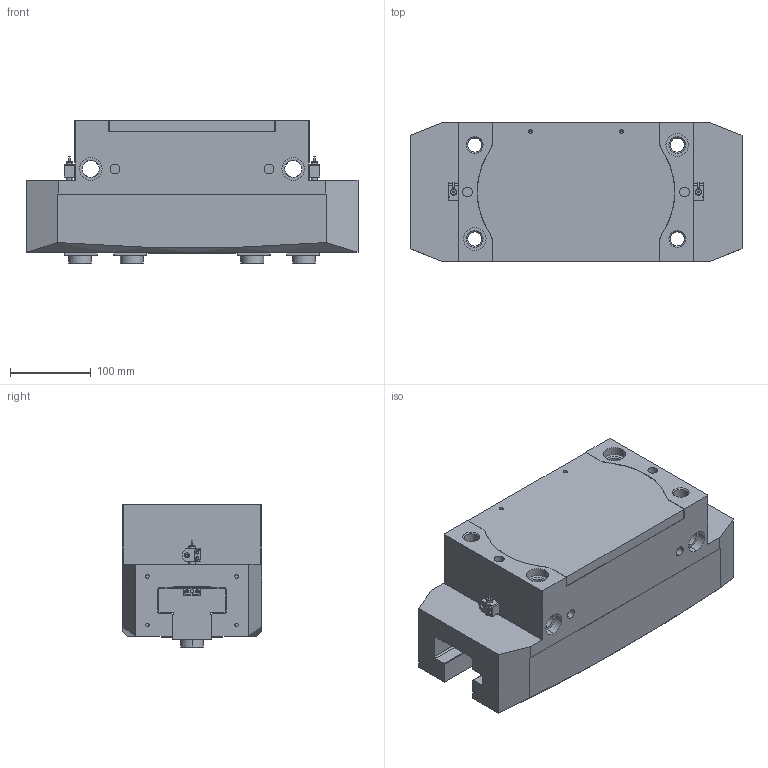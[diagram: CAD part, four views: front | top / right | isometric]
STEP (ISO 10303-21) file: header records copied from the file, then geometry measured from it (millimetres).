
FILE_DESCRIPTION (( 'STEP AP203' ), '1' );
FILE_NAME ('TR181-410-S.STEP', '2024-11-19T07:59:58', ( 'USER-' ), ( 'Microsoft' ), 'SwSTEP 2.0', 'SolidWorks 2018', '' );
FILE_SCHEMA (( 'CONFIG_CONTROL_DESIGN' ));
Length unit declared in the file: millimetre
Products named in the file (17): TR380-T-01 籵蚚褲极; 35x18-R3; 晚假蚾輸B; 20-28种杶-2; 20-28种杶-3; TR181-410-S; TR380-T-04 中位封板(默认); 埴翐芛蹟隊_GB_FASTENER_SCREWS_HSHCS M2X8-N; 20-28种杶-1; M8-50諉輪羲壽耀倰; TR380-B1-02 菁裔啣; 20-28种杶; 晚假蚾輸B-1; 羲壽標釱B; TR380-T-03 籵蚚賑輸; 羲壽標釱B-1; M8-50諉輪羲壽耀倰-1
Assembly tree (20 placements, depth 2):
  TR181-410-S
    TR380-B1-02 菁裔啣
    20-28种杶
    20-28种杶-1
    TR380-T-03 籵蚚賑輸  x2
    20-28种杶-2
    TR380-T-04 中位封板(默认)
    晚假蚾輸B
    TR380-T-01 籵蚚褲极
    M8-50諉輪羲壽耀倰
    20-28种杶-3
    晚假蚾輸B-1
    羲壽標釱B-1
    M8-50諉輪羲壽耀倰-1
    埴翐芛蹟隊_GB_FASTENER_SCREWS_HSHCS M2X8-N  x4
    35x18-R3
    羲壽標釱B
Bounding box: 410 x 172 x 177 mm (x, y, z)
Volume: 9001527.9 mm3; surface area: 683203 mm2
Topology: 20 solids, 39 shells, 1269 faces, 3269 edges, 2098 vertices
Faces by surface type: plane 617, cylinder 337, bspline 155, cone 152, torus 8
Entity records: 41102 total; most frequent: CARTESIAN_POINT 12950, ORIENTED_EDGE 5594, DIRECTION 5079, EDGE_CURVE 2797, VERTEX_POINT 1833, LINE 1739, VECTOR 1739, AXIS2_PLACEMENT_3D 1670
